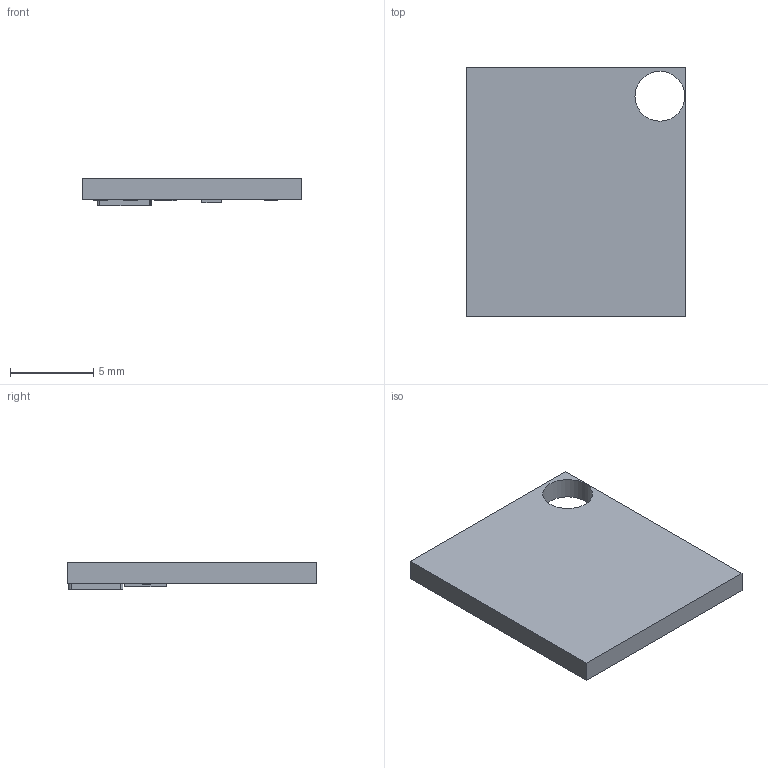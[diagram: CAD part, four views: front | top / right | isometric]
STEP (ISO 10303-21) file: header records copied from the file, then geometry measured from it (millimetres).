
FILE_DESCRIPTION(/* description */ (''),/* implementation_level */ '2;1');
FILE_NAME(/* name */ 'bmp180.step',/* time_stamp */ '2020-12-17T11:44:15+01:00',/* author */ (''),/* organization */ (''),/* preprocessor_version */ 'ST-DEVELOPER v18.1',/* originating_system */ 'Autodesk Translation Framework v9.7.1.1290',/* authorisation */ '');
FILE_SCHEMA (('AUTOMOTIVE_DESIGN { 1 0 10303 214 3 1 1 }'));
Length unit declared in the file: millimetre
Products named in the file (2): bmp180; bmp180_1
Assembly tree (1 placements, depth 2):
  bmp180
    bmp180_1
Bounding box: 13.22 x 15 x 1.67 mm (x, y, z)
Volume: 248 mm3; surface area: 517.4 mm2
Topology: 21 solids, 21 shells, 153 faces, 333 edges, 222 vertices
Faces by surface type: plane 126, cylinder 27
Full cylindrical faces by diameter (mm): 3 x1
Entity records: 4233 total; most frequent: CARTESIAN_POINT 711, DIRECTION 699, ORIENTED_EDGE 666, EDGE_CURVE 333, LINE 279, VECTOR 279, VERTEX_POINT 222, AXIS2_PLACEMENT_3D 210
